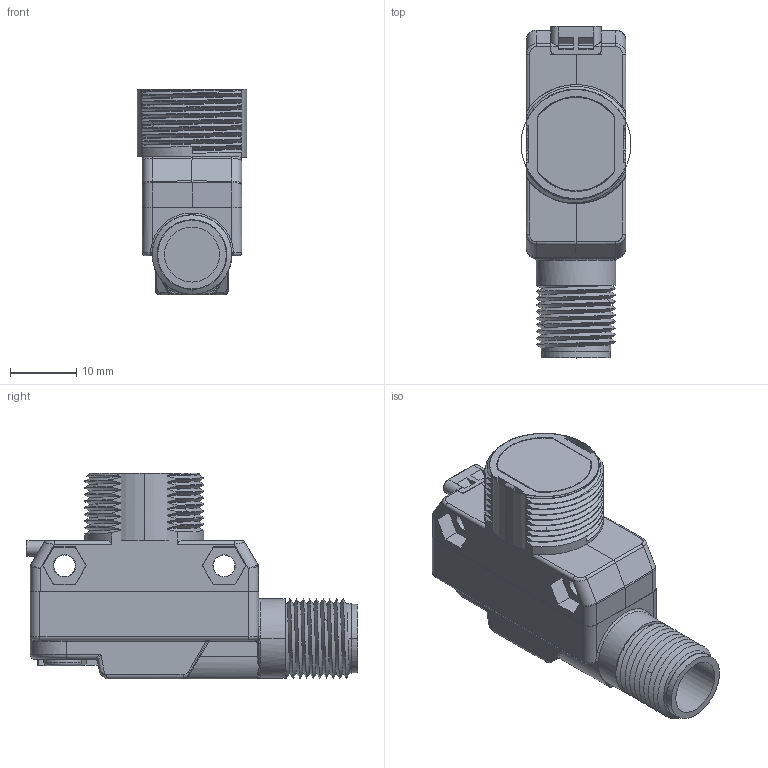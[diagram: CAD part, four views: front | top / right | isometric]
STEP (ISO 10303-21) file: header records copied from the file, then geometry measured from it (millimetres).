
FILE_DESCRIPTION((''),'2;1');
FILE_NAME('195813_ASM','2016-07-21T',('PDMAdmin'),(''),'PRO/ENGINEER BY PARAMETRIC TECHNOLOGY CORPORATION, 2016010','PRO/ENGINEER BY PARAMETRIC TECHNOLOGY CORPORATION, 2016010','');
FILE_SCHEMA(('CONFIG_CONTROL_DESIGN'));
Products named in the file (17): 189787_HOUSING_AF0; 114096; 189787_AF0_ASM; 189788; 195299_AF0_ASM; 111057_AF0; 08427_AF0; 129250_AF70; 129248_AF70; 129249_AF57; 124519_AF0_ASM; 66516_AF0_ASM; 127343; 67851_AF1; 60902; 61611_ASM; 195813_ASM
Assembly tree (16 placements, depth 4):
  195813_ASM
    195299_AF0_ASM
      189787_AF0_ASM
        189787_HOUSING_AF0
        114096
      189788
    66516_AF0_ASM
      111057_AF0
      124519_AF0_ASM
        08427_AF0
        129250_AF70
        129248_AF70
        129249_AF57
    61611_ASM
      127343
      67851_AF1
      60902
Bounding box: 16.59 x 50.09 x 31.1 mm (x, y, z)
Volume: 6082.8 mm3; surface area: 11083.6 mm2
Topology: 11 solids, 13 shells, 1486 faces, 3761 edges, 2343 vertices
Faces by surface type: plane 700, cylinder 393, bspline 213, torus 83, cone 62, sphere 35
Entity records: 72862 total; most frequent: CARTESIAN_POINT 38242, ORIENTED_EDGE 7504, DIRECTION 6610, EDGE_CURVE 3759, VERTEX_POINT 2343, AXIS2_PLACEMENT_3D 2212, VECTOR 2186, LINE 2186
